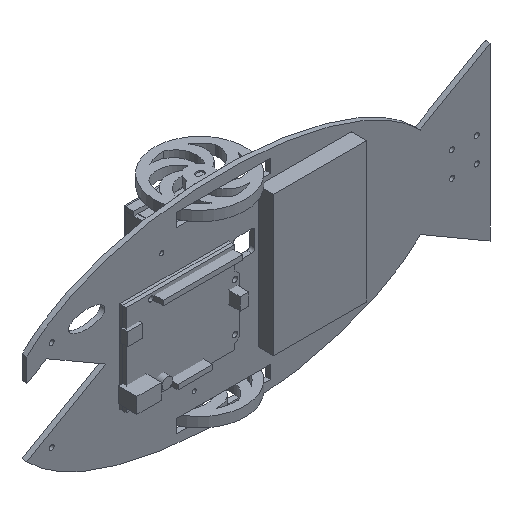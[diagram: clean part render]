
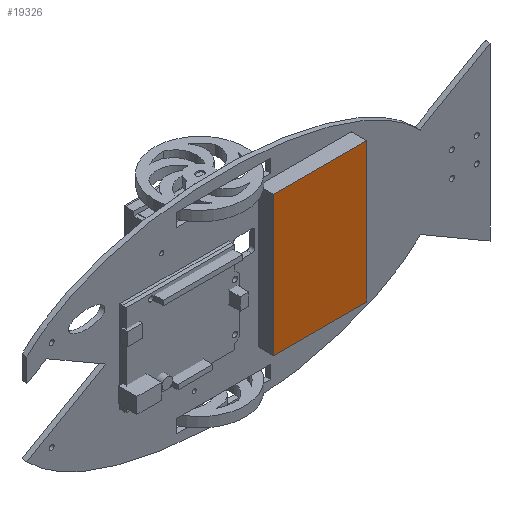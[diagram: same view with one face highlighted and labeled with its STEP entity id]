
A CAD part, isometric view. The second image highlights one B-rep face of the part: STEP entity #19326.
In plain terms, the highlighted face is planar.
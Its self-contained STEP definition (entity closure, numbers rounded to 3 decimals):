
#19012 = VERTEX_POINT('',#19013);
#19013 = CARTESIAN_POINT('',(-42.35,28.25,9.4));
#19020 = PLANE('',#19021);
#19021 = AXIS2_PLACEMENT_3D('',#19022,#19023,#19024);
#19022 = CARTESIAN_POINT('',(-42.35,28.25,0.));
#19023 = DIRECTION('',(0.,1.,0.));
#19024 = DIRECTION('',(1.,0.,0.));
#19032 = PLANE('',#19033);
#19033 = AXIS2_PLACEMENT_3D('',#19034,#19035,#19036);
#19034 = CARTESIAN_POINT('',(-42.35,-28.25,0.));
#19035 = DIRECTION('',(-1.,0.,0.));
#19036 = DIRECTION('',(0.,1.,0.));
#19044 = EDGE_CURVE('',#19012,#19045,#19047,.T.);
#19045 = VERTEX_POINT('',#19046);
#19046 = CARTESIAN_POINT('',(42.35,28.25,9.4));
#19047 = SURFACE_CURVE('',#19048,(#19052,#19059),.PCURVE_S1.);
#19048 = LINE('',#19049,#19050);
#19049 = CARTESIAN_POINT('',(-42.35,28.25,9.4));
#19050 = VECTOR('',#19051,1.);
#19051 = DIRECTION('',(1.,0.,0.));
#19052 = PCURVE('',#19020,#19053);
#19053 = DEFINITIONAL_REPRESENTATION('',(#19054),#19058);
#19054 = LINE('',#19055,#19056);
#19055 = CARTESIAN_POINT('',(0.,-9.4));
#19056 = VECTOR('',#19057,1.);
#19057 = DIRECTION('',(1.,0.));
#19058 = ( GEOMETRIC_REPRESENTATION_CONTEXT(2) 
PARAMETRIC_REPRESENTATION_CONTEXT() REPRESENTATION_CONTEXT('2D SPACE',''
  ) );
#19059 = PCURVE('',#19060,#19065);
#19060 = PLANE('',#19061);
#19061 = AXIS2_PLACEMENT_3D('',#19062,#19063,#19064);
#19062 = CARTESIAN_POINT('',(0.,0.,9.4));
#19063 = DIRECTION('',(0.,0.,1.));
#19064 = DIRECTION('',(1.,0.,0.));
#19065 = DEFINITIONAL_REPRESENTATION('',(#19066),#19070);
#19066 = LINE('',#19067,#19068);
#19067 = CARTESIAN_POINT('',(-42.35,28.25));
#19068 = VECTOR('',#19069,1.);
#19069 = DIRECTION('',(1.,0.));
#19070 = ( GEOMETRIC_REPRESENTATION_CONTEXT(2) 
PARAMETRIC_REPRESENTATION_CONTEXT() REPRESENTATION_CONTEXT('2D SPACE',''
  ) );
#19088 = PLANE('',#19089);
#19089 = AXIS2_PLACEMENT_3D('',#19090,#19091,#19092);
#19090 = CARTESIAN_POINT('',(42.35,28.25,0.));
#19091 = DIRECTION('',(1.,0.,-0.));
#19092 = DIRECTION('',(0.,-1.,0.));
#19130 = EDGE_CURVE('',#19045,#19131,#19133,.T.);
#19131 = VERTEX_POINT('',#19132);
#19132 = CARTESIAN_POINT('',(42.35,-28.25,9.4));
#19133 = SURFACE_CURVE('',#19134,(#19138,#19145),.PCURVE_S1.);
#19134 = LINE('',#19135,#19136);
#19135 = CARTESIAN_POINT('',(42.35,28.25,9.4));
#19136 = VECTOR('',#19137,1.);
#19137 = DIRECTION('',(0.,-1.,0.));
#19138 = PCURVE('',#19088,#19139);
#19139 = DEFINITIONAL_REPRESENTATION('',(#19140),#19144);
#19140 = LINE('',#19141,#19142);
#19141 = CARTESIAN_POINT('',(0.,-9.4));
#19142 = VECTOR('',#19143,1.);
#19143 = DIRECTION('',(1.,0.));
#19144 = ( GEOMETRIC_REPRESENTATION_CONTEXT(2) 
PARAMETRIC_REPRESENTATION_CONTEXT() REPRESENTATION_CONTEXT('2D SPACE',''
  ) );
#19145 = PCURVE('',#19060,#19146);
#19146 = DEFINITIONAL_REPRESENTATION('',(#19147),#19151);
#19147 = LINE('',#19148,#19149);
#19148 = CARTESIAN_POINT('',(42.35,28.25));
#19149 = VECTOR('',#19150,1.);
#19150 = DIRECTION('',(0.,-1.));
#19151 = ( GEOMETRIC_REPRESENTATION_CONTEXT(2) 
PARAMETRIC_REPRESENTATION_CONTEXT() REPRESENTATION_CONTEXT('2D SPACE',''
  ) );
#19169 = PLANE('',#19170);
#19170 = AXIS2_PLACEMENT_3D('',#19171,#19172,#19173);
#19171 = CARTESIAN_POINT('',(42.35,-28.25,0.));
#19172 = DIRECTION('',(0.,-1.,0.));
#19173 = DIRECTION('',(-1.,0.,0.));
#19206 = EDGE_CURVE('',#19131,#19207,#19209,.T.);
#19207 = VERTEX_POINT('',#19208);
#19208 = CARTESIAN_POINT('',(-42.35,-28.25,9.4));
#19209 = SURFACE_CURVE('',#19210,(#19214,#19221),.PCURVE_S1.);
#19210 = LINE('',#19211,#19212);
#19211 = CARTESIAN_POINT('',(42.35,-28.25,9.4));
#19212 = VECTOR('',#19213,1.);
#19213 = DIRECTION('',(-1.,0.,0.));
#19214 = PCURVE('',#19169,#19215);
#19215 = DEFINITIONAL_REPRESENTATION('',(#19216),#19220);
#19216 = LINE('',#19217,#19218);
#19217 = CARTESIAN_POINT('',(0.,-9.4));
#19218 = VECTOR('',#19219,1.);
#19219 = DIRECTION('',(1.,0.));
#19220 = ( GEOMETRIC_REPRESENTATION_CONTEXT(2) 
PARAMETRIC_REPRESENTATION_CONTEXT() REPRESENTATION_CONTEXT('2D SPACE',''
  ) );
#19221 = PCURVE('',#19060,#19222);
#19222 = DEFINITIONAL_REPRESENTATION('',(#19223),#19227);
#19223 = LINE('',#19224,#19225);
#19224 = CARTESIAN_POINT('',(42.35,-28.25));
#19225 = VECTOR('',#19226,1.);
#19226 = DIRECTION('',(-1.,0.));
#19227 = ( GEOMETRIC_REPRESENTATION_CONTEXT(2) 
PARAMETRIC_REPRESENTATION_CONTEXT() REPRESENTATION_CONTEXT('2D SPACE',''
  ) );
#19277 = EDGE_CURVE('',#19207,#19012,#19278,.T.);
#19278 = SURFACE_CURVE('',#19279,(#19283,#19290),.PCURVE_S1.);
#19279 = LINE('',#19280,#19281);
#19280 = CARTESIAN_POINT('',(-42.35,-28.25,9.4));
#19281 = VECTOR('',#19282,1.);
#19282 = DIRECTION('',(0.,1.,0.));
#19283 = PCURVE('',#19032,#19284);
#19284 = DEFINITIONAL_REPRESENTATION('',(#19285),#19289);
#19285 = LINE('',#19286,#19287);
#19286 = CARTESIAN_POINT('',(0.,-9.4));
#19287 = VECTOR('',#19288,1.);
#19288 = DIRECTION('',(1.,0.));
#19289 = ( GEOMETRIC_REPRESENTATION_CONTEXT(2) 
PARAMETRIC_REPRESENTATION_CONTEXT() REPRESENTATION_CONTEXT('2D SPACE',''
  ) );
#19290 = PCURVE('',#19060,#19291);
#19291 = DEFINITIONAL_REPRESENTATION('',(#19292),#19296);
#19292 = LINE('',#19293,#19294);
#19293 = CARTESIAN_POINT('',(-42.35,-28.25));
#19294 = VECTOR('',#19295,1.);
#19295 = DIRECTION('',(0.,1.));
#19296 = ( GEOMETRIC_REPRESENTATION_CONTEXT(2) 
PARAMETRIC_REPRESENTATION_CONTEXT() REPRESENTATION_CONTEXT('2D SPACE',''
  ) );
#19326 = ADVANCED_FACE('',(#19327),#19060,.T.);
#19327 = FACE_BOUND('',#19328,.F.);
#19328 = EDGE_LOOP('',(#19329,#19330,#19331,#19332));
#19329 = ORIENTED_EDGE('',*,*,#19044,.T.);
#19330 = ORIENTED_EDGE('',*,*,#19130,.T.);
#19331 = ORIENTED_EDGE('',*,*,#19206,.T.);
#19332 = ORIENTED_EDGE('',*,*,#19277,.T.);
